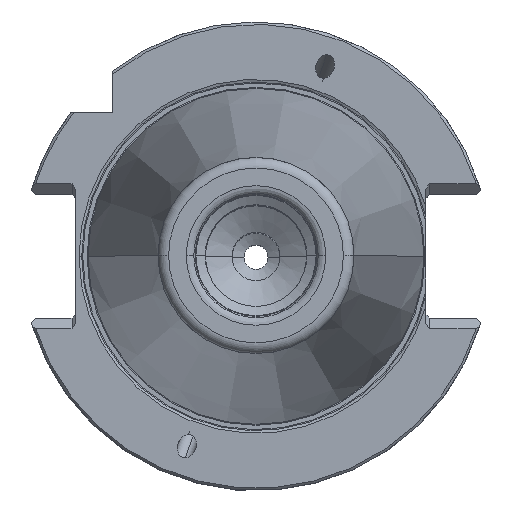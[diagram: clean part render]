
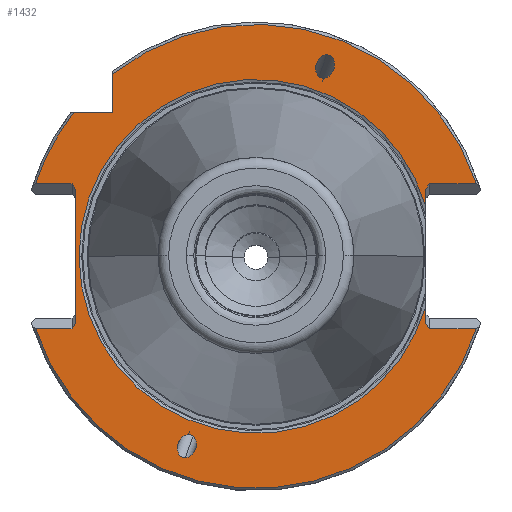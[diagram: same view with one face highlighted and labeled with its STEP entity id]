
A CAD part, top view. The second image highlights one B-rep face of the part: STEP entity #1432.
In plain terms, the highlighted planar face has unit normal (0, 0, 1).
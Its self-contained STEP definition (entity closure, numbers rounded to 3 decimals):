
#986=EDGE_CURVE('NONE',#1926,#2634,#2846,.T.);
#1086=EDGE_CURVE('NONE',#2558,#2020,#2957,.T.);
#1100=EDGE_CURVE('NONE',#2720,#1778,#2972,.T.);
#1106=EDGE_CURVE('NONE',#1236,#2420,#2979,.T.);
#1176=VERTEX_POINT('NONE',#3057);
#1180=EDGE_CURVE('NONE',#2764,#1176,#3061,.T.);
#1236=VERTEX_POINT('NONE',#3123);
#1252=VERTEX_POINT('NONE',#3141);
#1432=ADVANCED_FACE('NONE',(#3336,#3337,#3338),#3339,.F.);
#1498=EDGE_CURVE('NONE',#2420,#2118,#3411,.T.);
#1510=VERTEX_POINT('NONE',#3423);
#1516=VERTEX_POINT('NONE',#3429);
#1662=EDGE_CURVE('NONE',#1704,#1940,#3593,.T.);
#1670=EDGE_CURVE('NONE',#2728,#2118,#3602,.T.);
#1704=VERTEX_POINT('NONE',#3642);
#1774=EDGE_CURVE('NONE',#2558,#2720,#3724,.T.);
#1778=VERTEX_POINT('NONE',#3729);
#1870=EDGE_CURVE('NONE',#2506,#2606,#3834,.T.);
#1926=VERTEX_POINT('NONE',#3896);
#1940=VERTEX_POINT('NONE',#3912);
#1954=EDGE_CURVE('NONE',#1236,#1968,#3928,.T.);
#1968=VERTEX_POINT('NONE',#3945);
#2020=VERTEX_POINT('NONE',#3999);
#2118=VERTEX_POINT('NONE',#4109);
#2276=VERTEX_POINT('NONE',#4281);
#2302=EDGE_CURVE('NONE',#2634,#1926,#4312,.T.);
#2310=EDGE_CURVE('NONE',#1516,#2764,#4322,.T.);
#2344=EDGE_CURVE('NONE',#1778,#1176,#4357,.T.);
#2362=EDGE_CURVE('NONE',#2506,#1252,#4380,.T.);
#2394=EDGE_CURVE('NONE',#2512,#1510,#4418,.T.);
#2420=VERTEX_POINT('NONE',#4445);
#2482=EDGE_CURVE('NONE',#2276,#1704,#4513,.T.);
#2488=EDGE_CURVE('NONE',#1968,#1252,#4519,.T.);
#2502=EDGE_CURVE('NONE',#2728,#2276,#4534,.T.);
#2506=VERTEX_POINT('NONE',#4538);
#2512=VERTEX_POINT('NONE',#4544);
#2532=EDGE_CURVE('NONE',#1516,#2606,#4564,.T.);
#2558=VERTEX_POINT('NONE',#4593);
#2606=VERTEX_POINT('NONE',#4649);
#2634=VERTEX_POINT('NONE',#4679);
#2678=EDGE_CURVE('NONE',#2020,#1940,#4731,.T.);
#2692=EDGE_CURVE('NONE',#1510,#2512,#4747,.T.);
#2720=VERTEX_POINT('NONE',#4779);
#2728=VERTEX_POINT('NONE',#4788);
#2764=VERTEX_POINT('NONE',#4827);
#2846=(B_SPLINE_CURVE(3,(#4931,#4932,#4933,#4934),.UNSPECIFIED.,.F.,.F.)B_SPLINE_CURVE_WITH_KNOTS((4,4),(3.414,6.555),.UNSPECIFIED.)RATIONAL_B_SPLINE_CURVE((1.0,0.333,0.333,1.0))BOUNDED_CURVE()REPRESENTATION_ITEM('')GEOMETRIC_REPRESENTATION_ITEM()CURVE());
#2957=CIRCLE('',#5142,36.786);
#2972=LINE('',#5168,#5169);
#2979=LINE('',#5177,#5178);
#3057=CARTESIAN_POINT('',(45.816,-15.05,-1.5));
#3061=CIRCLE('',#5305,48.225);
#3123=CARTESIAN_POINT('',(-37.876,29.85,-1.5));
#3141=CARTESIAN_POINT('',(-38.25,15.05,-1.5));
#3336=FACE_OUTER_BOUND('',#5715,.T.);
#3337=FACE_BOUND('',#5716,.T.);
#3338=FACE_BOUND('',#5717,.T.);
#3339=PLANE('',#5718);
#3411=LINE('',#5824,#5825);
#3423=CARTESIAN_POINT('',(-14.027,-37.047,-1.5));
#3429=CARTESIAN_POINT('',(-38.25,-15.05,-1.5));
#3593=LINE('',#6140,#6141);
#3602=CIRCLE('',#6154,48.225);
#3642=CARTESIAN_POINT('',(35.3,13.989,-1.5));
#3724=LINE('',#6337,#6338);
#3729=CARTESIAN_POINT('',(36.05,-15.05,-1.5));
#3834=LINE('',#6518,#6519);
#3896=CARTESIAN_POINT('',(14.027,37.047,-1.5));
#3912=CARTESIAN_POINT('',(35.3,10.348,-1.5));
#3928=CIRCLE('',#6639,48.225);
#3945=CARTESIAN_POINT('',(-45.816,15.05,-1.5));
#3999=CARTESIAN_POINT('',(-36.786,0.,-1.5));
#4109=CARTESIAN_POINT('',(-29.85,37.876,-1.5));
#4281=CARTESIAN_POINT('',(36.05,15.05,-1.5));
#4312=(B_SPLINE_CURVE(3,(#7221,#7222,#7223,#7224),.UNSPECIFIED.,.F.,.F.)B_SPLINE_CURVE_WITH_KNOTS((4,4),(0.272,3.414),.UNSPECIFIED.)RATIONAL_B_SPLINE_CURVE((1.0,0.333,0.333,1.0))BOUNDED_CURVE()REPRESENTATION_ITEM('')GEOMETRIC_REPRESENTATION_ITEM()CURVE());
#4322=LINE('',#7242,#7243);
#4357=LINE('',#7295,#7296);
#4380=LINE('',#7331,#7332);
#4418=(B_SPLINE_CURVE(3,(#7397,#7398,#7399,#7400),.UNSPECIFIED.,.F.,.F.)B_SPLINE_CURVE_WITH_KNOTS((4,4),(0.272,3.414),.UNSPECIFIED.)RATIONAL_B_SPLINE_CURVE((1.0,0.333,0.333,1.0))BOUNDED_CURVE()REPRESENTATION_ITEM('')GEOMETRIC_REPRESENTATION_ITEM()CURVE());
#4445=CARTESIAN_POINT('',(-29.85,29.85,-1.5));
#4513=LINE('',#7566,#7567);
#4519=LINE('',#7576,#7577);
#4534=LINE('',#7605,#7606);
#4538=CARTESIAN_POINT('',(-37.5,13.989,-1.5));
#4544=CARTESIAN_POINT('',(-14.702,-41.887,-1.5));
#4564=LINE('',#7653,#7654);
#4593=CARTESIAN_POINT('',(35.3,-10.348,-1.5));
#4649=CARTESIAN_POINT('',(-37.5,-13.989,-1.5));
#4679=CARTESIAN_POINT('',(14.702,41.887,-1.5));
#4731=CIRCLE('',#7903,36.786);
#4747=(B_SPLINE_CURVE(3,(#7924,#7925,#7926,#7927),.UNSPECIFIED.,.F.,.F.)B_SPLINE_CURVE_WITH_KNOTS((4,4),(3.414,6.555),.UNSPECIFIED.)RATIONAL_B_SPLINE_CURVE((1.0,0.333,0.333,1.0))BOUNDED_CURVE()REPRESENTATION_ITEM('')GEOMETRIC_REPRESENTATION_ITEM()CURVE());
#4779=CARTESIAN_POINT('',(35.3,-13.989,-1.5));
#4788=CARTESIAN_POINT('',(45.816,15.05,-1.5));
#4827=CARTESIAN_POINT('',(-45.816,-15.05,-1.5));
#4931=CARTESIAN_POINT('',(14.027,37.047,-1.5));
#4932=CARTESIAN_POINT('',(17.923,37.047,-1.5));
#4933=CARTESIAN_POINT('',(18.598,41.887,-1.5));
#4934=CARTESIAN_POINT('',(14.702,41.887,-1.5));
#5142=AXIS2_PLACEMENT_3D('',#8275,#8276,#8277);
#5168=CARTESIAN_POINT('',(35.013,-13.583,-1.5));
#5169=VECTOR('',#8293,1000.0);
#5177=CARTESIAN_POINT('',(-52.85,29.85,-1.5));
#5178=VECTOR('',#8302,1000.0);
#5305=AXIS2_PLACEMENT_3D('',#8389,#8390,#8391);
#5715=EDGE_LOOP('',(#8708,#8709,#8710,#8711,#8712,#8713,#8714,#8715,#8716,#8717,#8718,#8719,#8720,#8721,#8722,#8723,#8724,#8725));
#5716=EDGE_LOOP('',(#8726,#8727));
#5717=EDGE_LOOP('',(#8728,#8729));
#5718=AXIS2_PLACEMENT_3D('',#8730,#8731,#8732);
#5824=CARTESIAN_POINT('',(-29.85,29.85,-1.5));
#5825=VECTOR('',#8807,1000.0);
#6140=CARTESIAN_POINT('',(35.3,0.,-1.5));
#6141=VECTOR('',#9028,1000.0);
#6154=AXIS2_PLACEMENT_3D('',#9041,#9042,#9043);
#6337=CARTESIAN_POINT('',(35.3,0.,-1.5));
#6338=VECTOR('',#9219,1000.0);
#6518=CARTESIAN_POINT('',(-37.5,0.,-1.5));
#6519=VECTOR('',#9351,1000.0);
#6639=AXIS2_PLACEMENT_3D('',#9477,#9478,#9479);
#7221=CARTESIAN_POINT('',(14.702,41.887,-1.5));
#7222=CARTESIAN_POINT('',(10.807,41.887,-1.5));
#7223=CARTESIAN_POINT('',(10.132,37.047,-1.5));
#7224=CARTESIAN_POINT('',(14.027,37.047,-1.5));
#7242=CARTESIAN_POINT('',(-63.9,-15.05,-1.5));
#7243=VECTOR('',#9917,1000.0);
#7295=CARTESIAN_POINT('',(62.5,-15.05,-1.5));
#7296=VECTOR('',#9949,1000.0);
#7331=CARTESIAN_POINT('',(-29.995,3.376,-1.5));
#7332=VECTOR('',#9983,1000.0);
#7397=CARTESIAN_POINT('',(-14.702,-41.887,-1.5));
#7398=CARTESIAN_POINT('',(-10.807,-41.887,-1.5));
#7399=CARTESIAN_POINT('',(-10.132,-37.047,-1.5));
#7400=CARTESIAN_POINT('',(-14.027,-37.047,-1.5));
#7566=CARTESIAN_POINT('',(35.013,13.583,-1.5));
#7567=VECTOR('',#10137,1000.0);
#7576=CARTESIAN_POINT('',(-63.9,15.05,-1.5));
#7577=VECTOR('',#10139,1000.0);
#7605=CARTESIAN_POINT('',(62.5,15.05,-1.5));
#7606=VECTOR('',#10155,1000.0);
#7653=CARTESIAN_POINT('',(-29.995,-3.376,-1.5));
#7654=VECTOR('',#10167,1000.0);
#7903=AXIS2_PLACEMENT_3D('',#10388,#10389,#10390);
#7924=CARTESIAN_POINT('',(-14.027,-37.047,-1.5));
#7925=CARTESIAN_POINT('',(-17.923,-37.047,-1.5));
#7926=CARTESIAN_POINT('',(-18.598,-41.887,-1.5));
#7927=CARTESIAN_POINT('',(-14.702,-41.887,-1.5));
#8275=CARTESIAN_POINT('',(0.0,0.0,-1.5));
#8276=DIRECTION('',(0.0,0.0,-1.0));
#8277=DIRECTION('',(1.0,0.,0.0));
#8293=DIRECTION('',(0.577,-0.816,0.0));
#8302=DIRECTION('',(1.0,0.,0.0));
#8389=CARTESIAN_POINT('',(0.0,0.0,-1.5));
#8390=DIRECTION('',(0.0,-0.0,1.0));
#8391=DIRECTION('',(1.0,0.,0.0));
#8708=ORIENTED_EDGE('',*,*,#2502,.F.);
#8709=ORIENTED_EDGE('',*,*,#1670,.T.);
#8710=ORIENTED_EDGE('',*,*,#1498,.F.);
#8711=ORIENTED_EDGE('',*,*,#1106,.F.);
#8712=ORIENTED_EDGE('',*,*,#1954,.T.);
#8713=ORIENTED_EDGE('',*,*,#2488,.T.);
#8714=ORIENTED_EDGE('',*,*,#2362,.F.);
#8715=ORIENTED_EDGE('',*,*,#1870,.T.);
#8716=ORIENTED_EDGE('',*,*,#2532,.F.);
#8717=ORIENTED_EDGE('',*,*,#2310,.T.);
#8718=ORIENTED_EDGE('',*,*,#1180,.T.);
#8719=ORIENTED_EDGE('',*,*,#2344,.F.);
#8720=ORIENTED_EDGE('',*,*,#1100,.F.);
#8721=ORIENTED_EDGE('',*,*,#1774,.F.);
#8722=ORIENTED_EDGE('',*,*,#1086,.T.);
#8723=ORIENTED_EDGE('',*,*,#2678,.T.);
#8724=ORIENTED_EDGE('',*,*,#1662,.F.);
#8725=ORIENTED_EDGE('',*,*,#2482,.F.);
#8726=ORIENTED_EDGE('',*,*,#2394,.F.);
#8727=ORIENTED_EDGE('',*,*,#2692,.F.);
#8728=ORIENTED_EDGE('',*,*,#2302,.F.);
#8729=ORIENTED_EDGE('',*,*,#986,.F.);
#8730=CARTESIAN_POINT('',(0.,-50.0,-1.5));
#8731=DIRECTION('',(0.0,0.0,-1.0));
#8732=DIRECTION('',(-1.0,0.0,0.0));
#8807=DIRECTION('',(0.,1.0,0.0));
#9028=DIRECTION('',(0.,-1.0,-0.0));
#9041=CARTESIAN_POINT('',(0.0,0.0,-1.5));
#9042=DIRECTION('',(0.0,-0.0,1.0));
#9043=DIRECTION('',(1.0,0.,0.0));
#9219=DIRECTION('',(0.,-1.0,-0.0));
#9351=DIRECTION('',(0.,-1.0,-0.0));
#9477=CARTESIAN_POINT('',(0.0,0.0,-1.5));
#9478=DIRECTION('',(0.0,0.0,1.0));
#9479=DIRECTION('',(1.0,0.,-0.0));
#9917=DIRECTION('',(-1.0,0.,0.0));
#9949=DIRECTION('',(1.0,0.,0.0));
#9983=DIRECTION('',(-0.577,0.816,0.0));
#10137=DIRECTION('',(-0.577,-0.816,0.0));
#10139=DIRECTION('',(1.0,0.,0.0));
#10155=DIRECTION('',(-1.0,0.,0.0));
#10167=DIRECTION('',(0.577,0.816,0.0));
#10388=CARTESIAN_POINT('',(0.0,0.0,-1.5));
#10389=DIRECTION('',(0.0,0.0,-1.0));
#10390=DIRECTION('',(1.0,0.,0.0));
